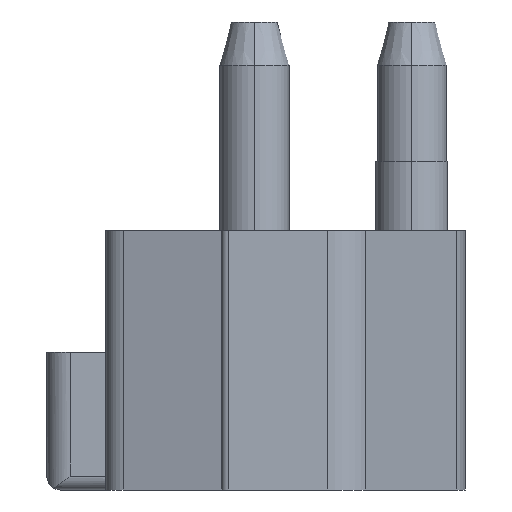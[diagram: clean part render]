
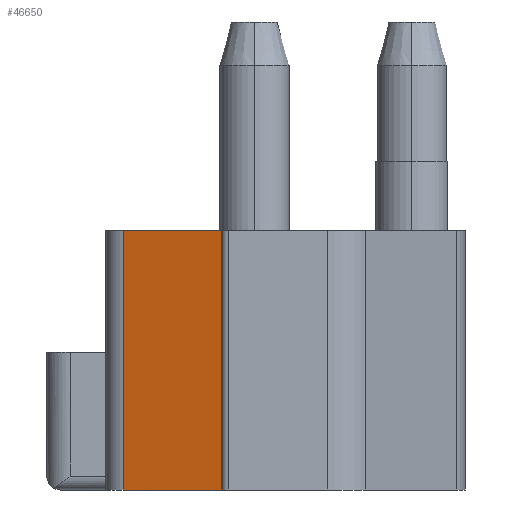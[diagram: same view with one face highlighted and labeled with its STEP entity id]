
A CAD part, left-side view. The second image highlights one B-rep face of the part: STEP entity #46650.
In plain terms, the highlighted planar face has unit normal (-0.966, 0.259, 0).
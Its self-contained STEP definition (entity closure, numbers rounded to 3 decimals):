
#4070=CARTESIAN_POINT('',(-38.016,-114.403,0.));
#4080=VERTEX_POINT('',#4070);
#4110=CARTESIAN_POINT('',(-7.362,0.,0.));
#4120=DIRECTION('',(0.259,0.966,0.));
#4130=VECTOR('',#4120,1.);
#4140=LINE('',#4110,#4130);
#4150=CARTESIAN_POINT('',(-36.875,-110.144,0.));
#4160=VERTEX_POINT('',#4150);
#4170=EDGE_CURVE('',#4080,#4160,#4140,.T.);
#7320=CARTESIAN_POINT('',(-36.875,-110.144,-11.2));
#7330=VERTEX_POINT('',#7320);
#7360=CARTESIAN_POINT('',(-7.362,0.,-11.2));
#7370=DIRECTION('',(-0.259,-0.966,
0.));
#7380=VECTOR('',#7370,1.);
#7390=LINE('',#7360,#7380);
#7400=CARTESIAN_POINT('',(-38.016,-114.403,-11.2));
#7410=VERTEX_POINT('',#7400);
#7420=EDGE_CURVE('',#7330,#7410,#7390,.T.);
#46320=CARTESIAN_POINT('',(-38.016,-114.403,0.));
#46330=DIRECTION('',(0.,0.,-1.));
#46340=VECTOR('',#46330,1.);
#46350=LINE('',#46320,#46340);
#46360=EDGE_CURVE('',#4080,#7410,#46350,.T.);
#46490=CARTESIAN_POINT('',(-36.875,-110.144,0.));
#46500=DIRECTION('',(-0.966,0.259,0.));
#46510=DIRECTION('',(0.259,0.966,0.));
#46520=AXIS2_PLACEMENT_3D('',#46490,#46500,#46510);
#46530=PLANE('',#46520);
#46540=ORIENTED_EDGE('',*,*,#46360,.F.);
#46550=ORIENTED_EDGE('',*,*,#7420,.T.);
#46560=CARTESIAN_POINT('',(-36.875,-110.144,0.));
#46570=DIRECTION('',(0.,0.,-1.));
#46580=VECTOR('',#46570,1.);
#46590=LINE('',#46560,#46580);
#46600=EDGE_CURVE('',#4160,#7330,#46590,.T.);
#46610=ORIENTED_EDGE('',*,*,#46600,.T.);
#46620=ORIENTED_EDGE('',*,*,#4170,.T.);
#46630=EDGE_LOOP('',(#46620,#46610,#46550,#46540));
#46640=FACE_OUTER_BOUND('',#46630,.T.);
#46650=ADVANCED_FACE('',(#46640),#46530,.T.);
